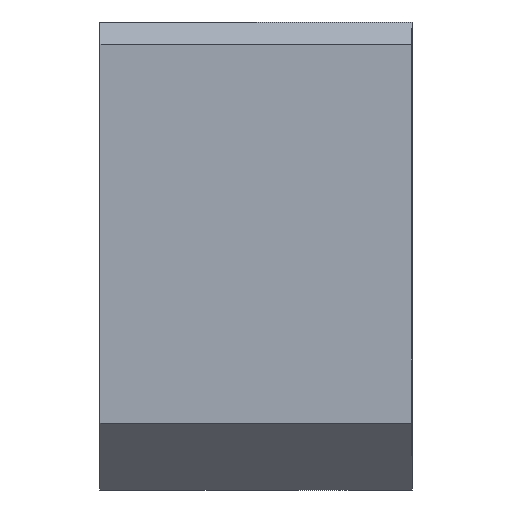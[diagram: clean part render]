
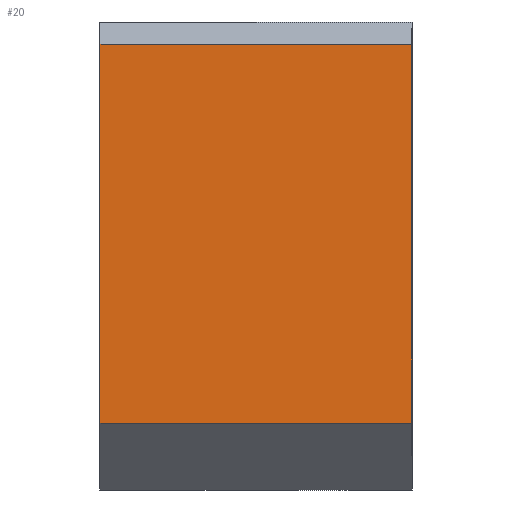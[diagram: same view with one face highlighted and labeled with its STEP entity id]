
A CAD part, left-side view. The second image highlights one B-rep face of the part: STEP entity #20.
In plain terms, the highlighted planar face has unit normal (-1, 0, 0).
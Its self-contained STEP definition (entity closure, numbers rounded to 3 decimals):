
#20=ADVANCED_FACE('',(#50),#396,.T.);
#50=FACE_OUTER_BOUND('',#77,.T.);
#77=EDGE_LOOP('',(#125,#126,#127,#128));
#125=ORIENTED_EDGE('',*,*,#244,.T.);
#126=ORIENTED_EDGE('',*,*,#242,.F.);
#127=ORIENTED_EDGE('',*,*,#227,.T.);
#128=ORIENTED_EDGE('',*,*,#241,.T.);
#227=EDGE_CURVE('',#346,#344,#314,.T.);
#241=EDGE_CURVE('',#344,#357,#323,.T.);
#242=EDGE_CURVE('',#346,#358,#324,.T.);
#244=EDGE_CURVE('',#357,#358,#326,.T.);
#314=B_SPLINE_CURVE_WITH_KNOTS('',1,(#707,#708),.UNSPECIFIED.,.F.,.F.,(2,
2),(0.,14.),.UNSPECIFIED.);
#323=B_SPLINE_CURVE_WITH_KNOTS('',1,(#748,#749,#750),.UNSPECIFIED.,.F.,.F.,
(2,1,2),(3.,6.,20.),.UNSPECIFIED.);
#324=B_SPLINE_CURVE_WITH_KNOTS('',1,(#751,#752,#753),.UNSPECIFIED.,.F.,.F.,
(2,1,2),(3.,6.,20.),.UNSPECIFIED.);
#326=B_SPLINE_CURVE_WITH_KNOTS('',1,(#757,#758),.UNSPECIFIED.,.F.,.F.,(2,
2),(0.,14.),.UNSPECIFIED.);
#344=VERTEX_POINT('',#656);
#346=VERTEX_POINT('',#658);
#357=VERTEX_POINT('',#669);
#358=VERTEX_POINT('',#670);
#396=PLANE('',#430);
#430=AXIS2_PLACEMENT_3D('',#626,#447,$);
#447=DIRECTION('',(-1.,0.,0.));
#626=CARTESIAN_POINT('',(0.,-0.14,21.18));
#656=CARTESIAN_POINT('',(0.,0.,3.));
#658=CARTESIAN_POINT('',(0.,14.,3.));
#669=CARTESIAN_POINT('',(0.,0.,20.));
#670=CARTESIAN_POINT('',(0.,14.,20.));
#707=CARTESIAN_POINT('',(0.,14.,3.));
#708=CARTESIAN_POINT('',(0.,0.,3.));
#748=CARTESIAN_POINT('',(0.,0.,3.));
#749=CARTESIAN_POINT('',(0.,0.,6.));
#750=CARTESIAN_POINT('',(0.,0.,20.));
#751=CARTESIAN_POINT('',(0.,14.,3.));
#752=CARTESIAN_POINT('',(0.,14.,6.));
#753=CARTESIAN_POINT('',(0.,14.,20.));
#757=CARTESIAN_POINT('',(0.,0.,20.));
#758=CARTESIAN_POINT('',(0.,14.,20.));
